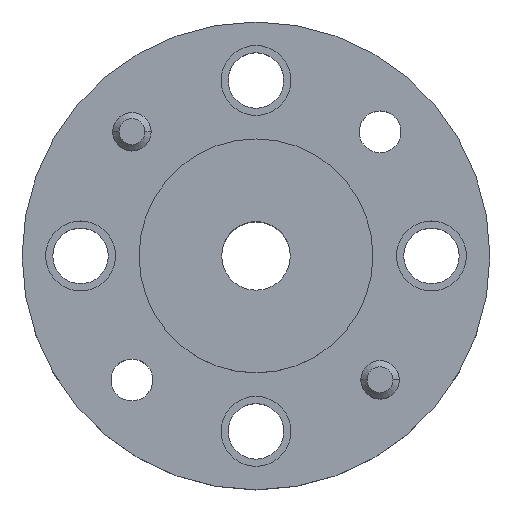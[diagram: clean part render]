
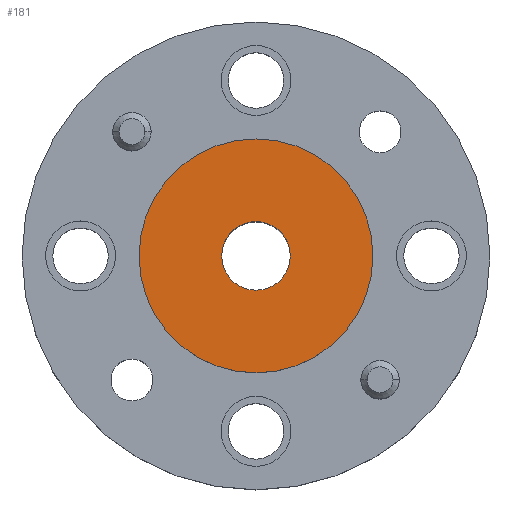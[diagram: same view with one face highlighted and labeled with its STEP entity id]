
A CAD part, top view. The second image highlights one B-rep face of the part: STEP entity #181.
In plain terms, the highlighted planar face has unit normal (0, 0, 1).
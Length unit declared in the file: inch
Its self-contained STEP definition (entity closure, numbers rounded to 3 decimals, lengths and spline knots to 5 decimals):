
#139 = CIRCLE ( 'NONE', #1983, 0.055 ) ;
#181 = ADVANCED_FACE ( 'NONE', ( #1080, #1888 ), #624, .T. ) ;
#190 = ORIENTED_EDGE ( 'NONE', *, *, #244, .F. ) ;
#217 = CARTESIAN_POINT ( 'NONE',  ( 0.1875, 0., 0.037 ) ) ;
#244 = EDGE_CURVE ( 'NONE', #1517, #554, #1363, .T. ) ;
#263 = DIRECTION ( 'NONE',  ( 1., 0., 0. ) ) ;
#335 = EDGE_CURVE ( 'NONE', #554, #1517, #139, .T. ) ;
#407 = VERTEX_POINT ( 'NONE', #1805 ) ;
#505 = CARTESIAN_POINT ( 'NONE',  ( 0., 0., 0.037 ) ) ;
#523 = DIRECTION ( 'NONE',  ( 1., 0., 0. ) ) ;
#554 = VERTEX_POINT ( 'NONE', #1221 ) ;
#594 = DIRECTION ( 'NONE',  ( 0., 0., 1. ) ) ;
#624 = PLANE ( 'NONE',  #1301 ) ;
#625 = DIRECTION ( 'NONE',  ( 1., 0., 0. ) ) ;
#830 = ORIENTED_EDGE ( 'NONE', *, *, #335, .F. ) ;
#859 = EDGE_LOOP ( 'NONE', ( #830, #190 ) ) ;
#919 = EDGE_LOOP ( 'NONE', ( #1175, #1333 ) ) ;
#964 = DIRECTION ( 'NONE',  ( 0., 0., 1. ) ) ;
#990 = CARTESIAN_POINT ( 'NONE',  ( 0., 0., 0.037 ) ) ;
#1006 = AXIS2_PLACEMENT_3D ( 'NONE', #990, #1763, #523 ) ;
#1080 = FACE_BOUND ( 'NONE', #859, .T. ) ;
#1096 = AXIS2_PLACEMENT_3D ( 'NONE', #1159, #1972, #263 ) ;
#1138 = CARTESIAN_POINT ( 'NONE',  ( -0.055, 0., 0.037 ) ) ;
#1159 = CARTESIAN_POINT ( 'NONE',  ( 0., 0., 0.037 ) ) ;
#1175 = ORIENTED_EDGE ( 'NONE', *, *, #1418, .T. ) ;
#1183 = EDGE_CURVE ( 'NONE', #1430, #407, #1386, .T. ) ;
#1221 = CARTESIAN_POINT ( 'NONE',  ( 0.055, 0., 0.037 ) ) ;
#1301 = AXIS2_PLACEMENT_3D ( 'NONE', #1434, #1870, #1577 ) ;
#1333 = ORIENTED_EDGE ( 'NONE', *, *, #1183, .T. ) ;
#1363 = CIRCLE ( 'NONE', #1006, 0.055 ) ;
#1386 = CIRCLE ( 'NONE', #1096, 0.1875 ) ;
#1418 = EDGE_CURVE ( 'NONE', #407, #1430, #1692, .T. ) ;
#1424 = DIRECTION ( 'NONE',  ( 1., 0., 0. ) ) ;
#1430 = VERTEX_POINT ( 'NONE', #217 ) ;
#1434 = CARTESIAN_POINT ( 'NONE',  ( 0., 0., 0.037 ) ) ;
#1517 = VERTEX_POINT ( 'NONE', #1138 ) ;
#1577 = DIRECTION ( 'NONE',  ( 1., 0., 0. ) ) ;
#1578 = CARTESIAN_POINT ( 'NONE',  ( 0., 0., 0.037 ) ) ;
#1692 = CIRCLE ( 'NONE', #1755, 0.1875 ) ;
#1755 = AXIS2_PLACEMENT_3D ( 'NONE', #505, #964, #1424 ) ;
#1763 = DIRECTION ( 'NONE',  ( 0., 0., 1. ) ) ;
#1805 = CARTESIAN_POINT ( 'NONE',  ( -0.1875, 0., 0.037 ) ) ;
#1870 = DIRECTION ( 'NONE',  ( 0., 0., 1. ) ) ;
#1888 = FACE_OUTER_BOUND ( 'NONE', #919, .T. ) ;
#1972 = DIRECTION ( 'NONE',  ( 0., 0., 1. ) ) ;
#1983 = AXIS2_PLACEMENT_3D ( 'NONE', #1578, #594, #625 ) ;
